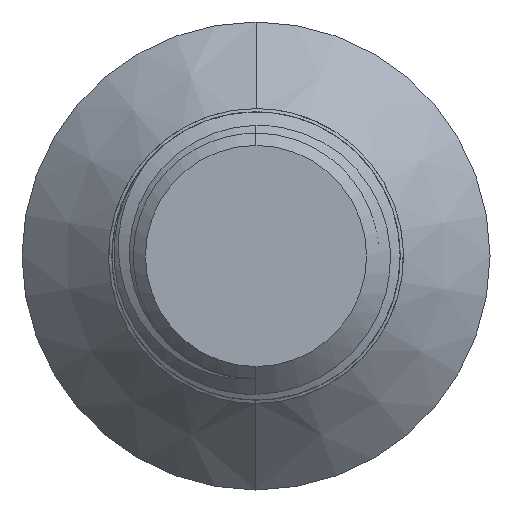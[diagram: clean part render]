
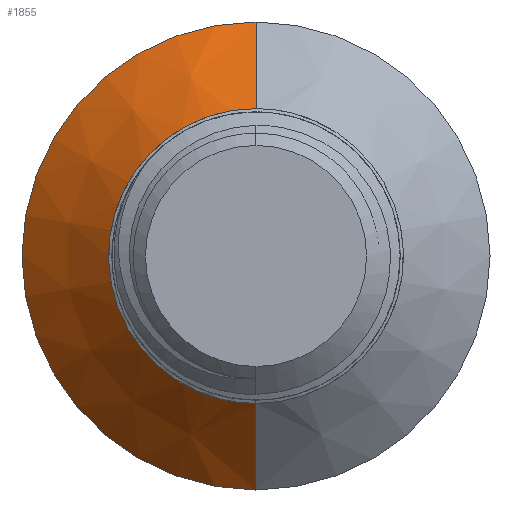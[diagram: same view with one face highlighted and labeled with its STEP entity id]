
A CAD part, left-side view. The second image highlights one B-rep face of the part: STEP entity #1855.
In plain terms, the highlighted conical face has half-angle 45 degrees and reference radius 9.525 mm.
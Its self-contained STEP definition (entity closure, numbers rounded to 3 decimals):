
#141 = AXIS2_PLACEMENT_3D ( 'NONE', #408, #1304, #2229 ) ;
#176 = CARTESIAN_POINT ( 'NONE',  ( 173., 0., -9.525 ) ) ;
#237 = ORIENTED_EDGE ( 'NONE', *, *, #308, .F. ) ;
#308 = EDGE_CURVE ( 'NONE', #1322, #858, #2885, .T. ) ;
#329 = ORIENTED_EDGE ( 'NONE', *, *, #2921, .T. ) ;
#353 = CARTESIAN_POINT ( 'NONE',  ( 169.475, 0., 0. ) ) ;
#377 = DIRECTION ( 'NONE',  ( 1., 0., 0. ) ) ;
#381 = DIRECTION ( 'NONE',  ( 0.707, 0., 0.707 ) ) ;
#408 = CARTESIAN_POINT ( 'NONE',  ( 173., 0., 0. ) ) ;
#448 = VECTOR ( 'NONE', #381, 1000. ) ;
#617 = VECTOR ( 'NONE', #1478, 1000. ) ;
#631 = FACE_OUTER_BOUND ( 'NONE', #1787, .T. ) ;
#800 = AXIS2_PLACEMENT_3D ( 'NONE', #353, #2396, #2176 ) ;
#858 = VERTEX_POINT ( 'NONE', #1218 ) ;
#984 = CARTESIAN_POINT ( 'NONE',  ( 169.475, 0., -6. ) ) ;
#1218 = CARTESIAN_POINT ( 'NONE',  ( 173., 0., 9.525 ) ) ;
#1272 = DIRECTION ( 'NONE',  ( 0., 0., -1. ) ) ;
#1304 = DIRECTION ( 'NONE',  ( 1., 0., 0. ) ) ;
#1313 = CONICAL_SURFACE ( 'NONE', #141, 9.525, 0.785 ) ;
#1322 = VERTEX_POINT ( 'NONE', #176 ) ;
#1478 = DIRECTION ( 'NONE',  ( 0.707, 0., -0.707 ) ) ;
#1495 = LINE ( 'NONE', #2192, #617 ) ;
#1538 = CARTESIAN_POINT ( 'NONE',  ( 173., 0., 9.525 ) ) ;
#1587 = AXIS2_PLACEMENT_3D ( 'NONE', #2641, #377, #1272 ) ;
#1607 = VERTEX_POINT ( 'NONE', #984 ) ;
#1687 = ORIENTED_EDGE ( 'NONE', *, *, #2078, .F. ) ;
#1787 = EDGE_LOOP ( 'NONE', ( #2394, #329, #237, #1687 ) ) ;
#1855 = ADVANCED_FACE ( 'NONE', ( #631 ), #1313, .T. ) ;
#1976 = LINE ( 'NONE', #1538, #448 ) ;
#2078 = EDGE_CURVE ( 'NONE', #1607, #1322, #1495, .T. ) ;
#2094 = CIRCLE ( 'NONE', #800, 6. ) ;
#2176 = DIRECTION ( 'NONE',  ( 0., 0., -1. ) ) ;
#2192 = CARTESIAN_POINT ( 'NONE',  ( 173., 0., -9.525 ) ) ;
#2229 = DIRECTION ( 'NONE',  ( 0., 0., -1. ) ) ;
#2258 = EDGE_CURVE ( 'NONE', #2446, #1607, #2094, .T. ) ;
#2394 = ORIENTED_EDGE ( 'NONE', *, *, #2258, .F. ) ;
#2396 = DIRECTION ( 'NONE',  ( -1., 0., 0. ) ) ;
#2446 = VERTEX_POINT ( 'NONE', #2455 ) ;
#2455 = CARTESIAN_POINT ( 'NONE',  ( 169.475, 0., 6. ) ) ;
#2641 = CARTESIAN_POINT ( 'NONE',  ( 173., 0., 0. ) ) ;
#2885 = CIRCLE ( 'NONE', #1587, 9.525 ) ;
#2921 = EDGE_CURVE ( 'NONE', #2446, #858, #1976, .T. ) ;
